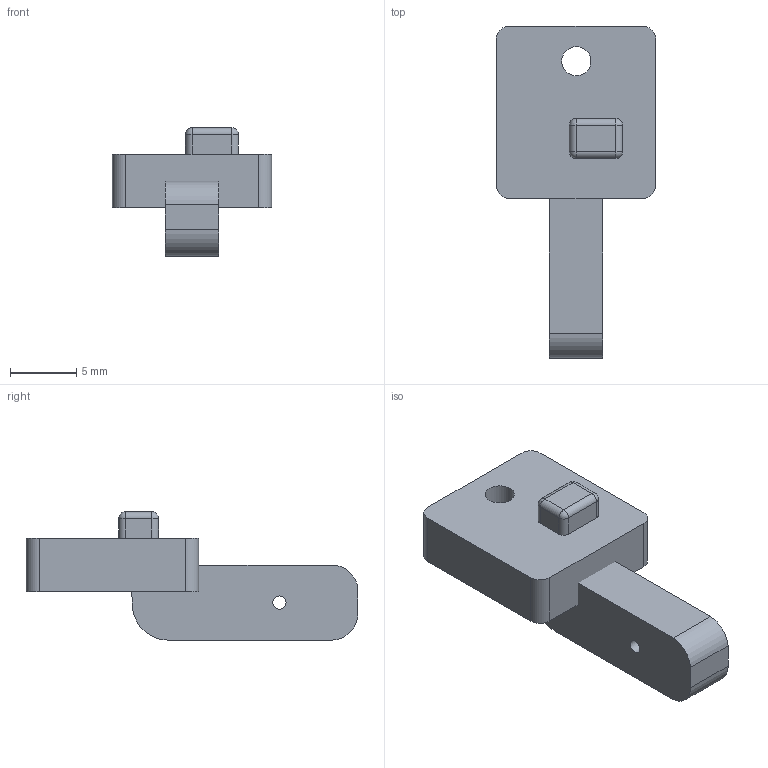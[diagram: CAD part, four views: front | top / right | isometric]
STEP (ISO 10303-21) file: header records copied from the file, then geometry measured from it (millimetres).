
FILE_DESCRIPTION(/* description */ (''),/* implementation_level */ '2;1');
FILE_NAME(/* name */ 'P7_Head_HeadTilt_Servo_Mount_Lower.step',/* time_stamp */ '2025-10-10T14:04:59+01:00',/* author */ (''),/* organization */ (''),/* preprocessor_version */ 'ST-DEVELOPER v20.1',/* originating_system */ 'Autodesk Translation Framework v14.17.0.0',/* authorisation */ '');
FILE_SCHEMA (('AUTOMOTIVE_DESIGN { 1 0 10303 214 3 1 1 }'));
Length unit declared in the file: millimetre
Products named in the file (1): P7_Head_HeadTilt_Servo_Mount_Lower
Bounding box: 12 x 24.99 x 9.66 mm (x, y, z)
Volume: 1002.5 mm3; surface area: 955.5 mm2
Topology: 3 solids, 3 shells, 40 faces, 90 edges, 56 vertices
Faces by surface type: cylinder 18, plane 18, sphere 4
Full cylindrical faces by diameter (mm): 1 x1, 2.2 x1
Entity records: 1153 total; most frequent: DIRECTION 208, CARTESIAN_POINT 187, ORIENTED_EDGE 180, EDGE_CURVE 90, AXIS2_PLACEMENT_3D 77, VERTEX_POINT 56, LINE 54, VECTOR 54
